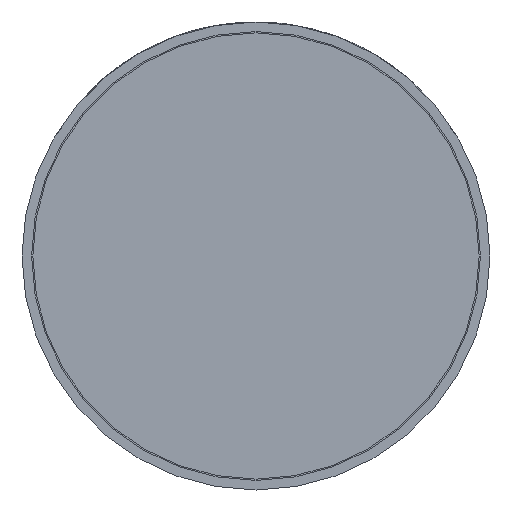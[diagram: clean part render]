
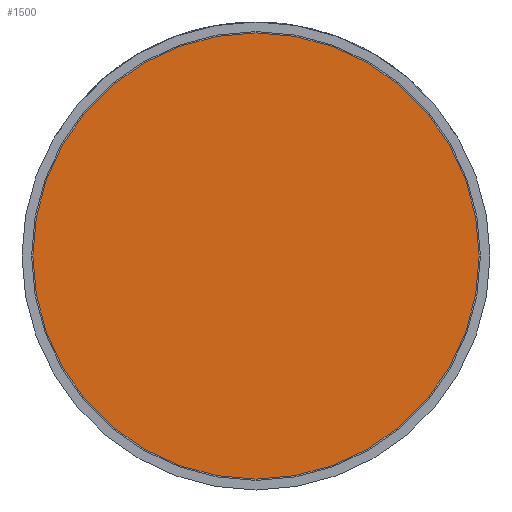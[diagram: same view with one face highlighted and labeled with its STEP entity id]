
A CAD part, front view. The second image highlights one B-rep face of the part: STEP entity #1500.
In plain terms, the highlighted planar face has unit normal (0, -1, 0).
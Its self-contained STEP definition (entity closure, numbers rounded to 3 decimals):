
#215 = AXIS2_PLACEMENT_3D ( 'NONE', #4316, #267, #4289 ) ;
#267 = DIRECTION ( 'NONE',  ( 0., -1., 0. ) ) ;
#270 = DIRECTION ( 'NONE',  ( 0., 0., -1. ) ) ;
#464 = CARTESIAN_POINT ( 'NONE',  ( 0., 0., 1.74 ) ) ;
#597 = EDGE_CURVE ( 'Defeature ausgef�hrt1_7+Defeature ausgef�hrt1_8+Defeature ausgef�hrt1_8+Defeature ausgef�hrt1_8', #3545, #1705, #2766, .T. ) ;
#1169 = FACE_OUTER_BOUND ( 'NONE', #1547, .T. ) ;
#1500 = ADVANCED_FACE ( 'Defeature ausgef�hrt1_7', ( #1169 ), #2618, .T. ) ;
#1547 = EDGE_LOOP ( 'NONE', ( #3040, #2586 ) ) ;
#1705 = VERTEX_POINT ( 'NONE', #464 ) ;
#1803 = DIRECTION ( 'NONE',  ( 0., -1., 0. ) ) ;
#1939 = CARTESIAN_POINT ( 'NONE',  ( 0., 0., -1.74 ) ) ;
#2145 = DIRECTION ( 'NONE',  ( 0., 0., -1. ) ) ;
#2245 = CARTESIAN_POINT ( 'NONE',  ( 0., 0., 0. ) ) ;
#2353 = AXIS2_PLACEMENT_3D ( 'NONE', #2245, #2589, #270 ) ;
#2586 = ORIENTED_EDGE ( 'NONE', *, *, #3458, .T. ) ;
#2589 = DIRECTION ( 'NONE',  ( 0., -1., 0. ) ) ;
#2618 = PLANE ( 'NONE',  #215 ) ;
#2766 = CIRCLE ( 'NONE', #3580, 1.74 ) ;
#3040 = ORIENTED_EDGE ( 'NONE', *, *, #597, .T. ) ;
#3289 = CIRCLE ( 'NONE', #2353, 1.74 ) ;
#3458 = EDGE_CURVE ( 'Defeature ausgef�hrt1_7+Defeature ausgef�hrt1_8+Defeature ausgef�hrt1_8+Defeature ausgef�hrt1_8', #1705, #3545, #3289, .T. ) ;
#3545 = VERTEX_POINT ( 'NONE', #1939 ) ;
#3580 = AXIS2_PLACEMENT_3D ( 'NONE', #4145, #1803, #2145 ) ;
#4145 = CARTESIAN_POINT ( 'NONE',  ( 0., 0., 0. ) ) ;
#4289 = DIRECTION ( 'NONE',  ( 0., 0., -1. ) ) ;
#4316 = CARTESIAN_POINT ( 'NONE',  ( 0., 0., 0. ) ) ;
